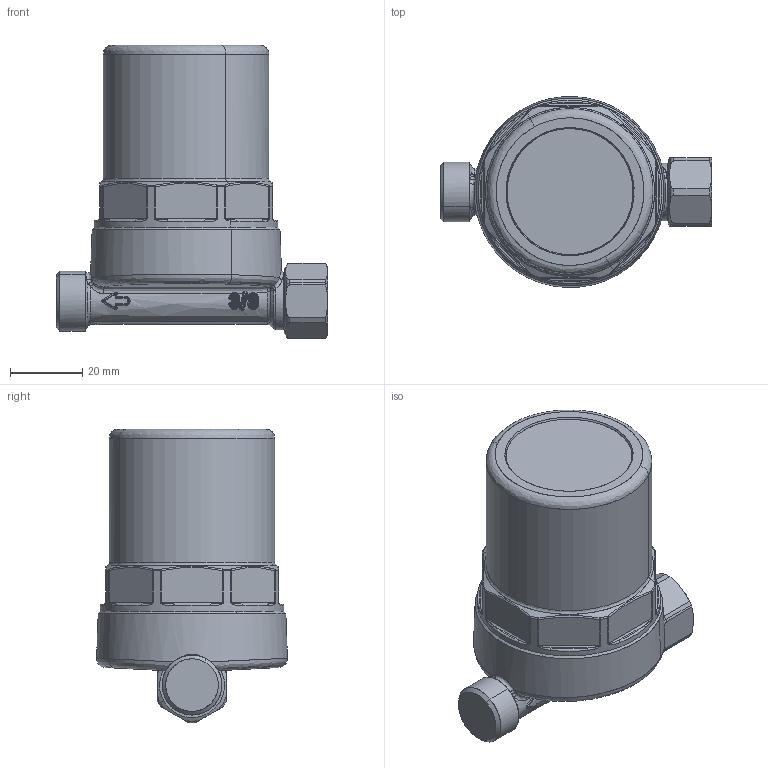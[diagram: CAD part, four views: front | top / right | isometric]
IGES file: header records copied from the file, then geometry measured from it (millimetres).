
Start section: START RECORD GO HERE.
Global section: file name: 525131 (IGS).igs; native system: DASSAULT SYSTEMES CATIA Version 5-6 Release 2012 - www.3ds.com; preprocessor: V5-6R2012_5.22.5.0.09-11-2013.20.00; author: mparodi; organization: CALEFFI; date: 20160204.145536; units: millimetre
Bounding box: 75.3 x 52.99 x 81.46 mm (x, y, z)
Surface area: 17707.1 mm2 (no closed solid volume)
Topology: 0 solids, 0 shells, 568 faces, 2590 edges, 2556 vertices
Faces by surface type: bspline 568
